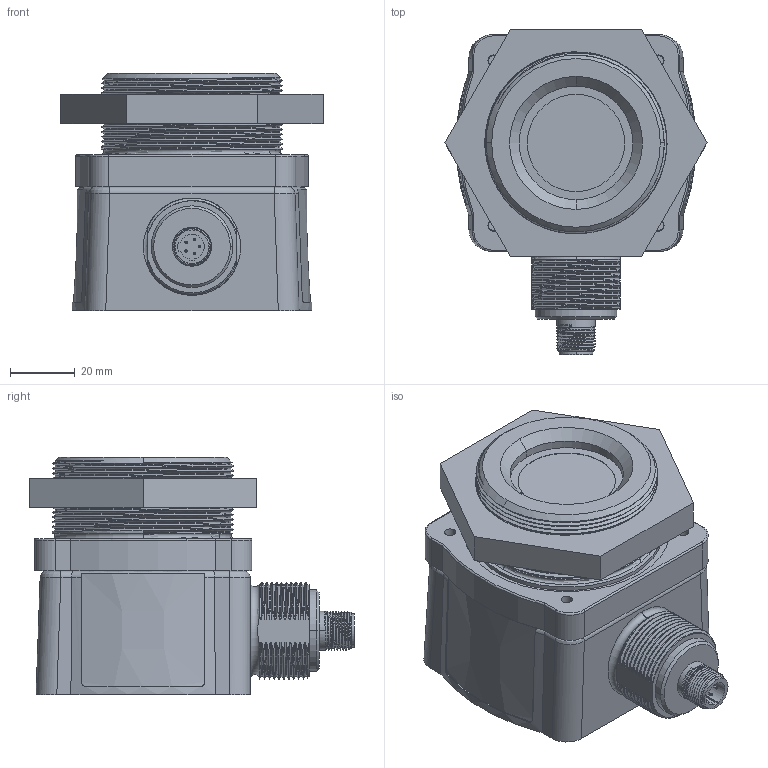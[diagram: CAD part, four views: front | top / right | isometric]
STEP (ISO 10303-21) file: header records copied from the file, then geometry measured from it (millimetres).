
FILE_DESCRIPTION((''),'2;1');
FILE_NAME('159645_SM01_ASM','2023-07-05T08:39:45',('banengservice'),('BANNER ENGINEERING'),'CREO PARAMETRIC BY PTC INC, 2022414','CREO PARAMETRIC BY PTC INC, 2022414','');
FILE_SCHEMA(('CONFIG_CONTROL_DESIGN'));
Products named in the file (3): 159645_EP01; 119873; 159645_SM01_ASM
Assembly tree (2 placements, depth 2):
  159645_SM01_ASM
    159645_EP01
    119873
Bounding box: 80.83 x 100.15 x 73.1 mm (x, y, z)
Volume: 291764.4 mm3; surface area: 44823.3 mm2
Topology: 2 solids, 2 shells, 774 faces, 2074 edges, 1357 vertices
Faces by surface type: plane 261, cylinder 199, extrusion 155, bspline 116, cone 31, torus 12
Entity records: 51346 total; most frequent: CARTESIAN_POINT 33419, ORIENTED_EDGE 4148, DIRECTION 2833, EDGE_CURVE 2074, VERTEX_POINT 1357, VECTOR 1195, LINE 1040, B_SPLINE_CURVE_WITH_KNOTS 878
